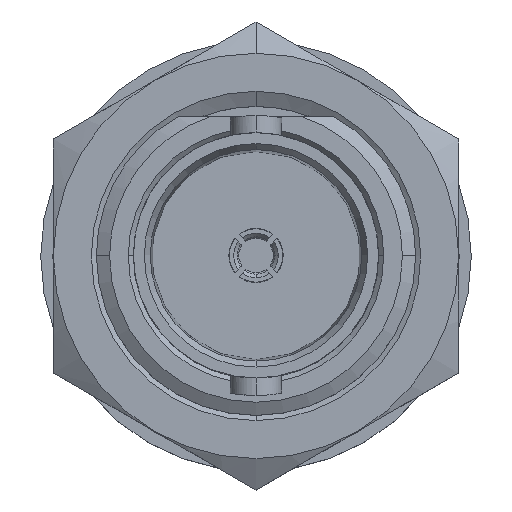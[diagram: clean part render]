
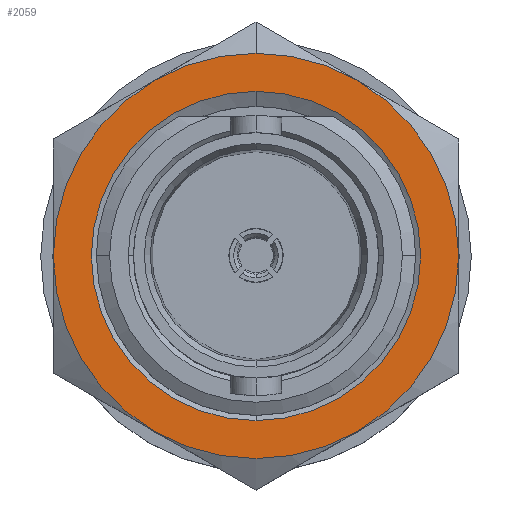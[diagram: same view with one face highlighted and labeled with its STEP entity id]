
A CAD part, top view. The second image highlights one B-rep face of the part: STEP entity #2059.
In plain terms, the highlighted planar face has unit normal (0, 0, 1).
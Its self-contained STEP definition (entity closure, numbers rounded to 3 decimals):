
#384 = DIRECTION ( 'NONE',  ( 0., 0., 1. ) ) ;
#582 = CIRCLE ( 'NONE', #1547, 6.5 ) ;
#617 = DIRECTION ( 'NONE',  ( 0., -1., 0. ) ) ;
#894 = DIRECTION ( 'NONE',  ( 0., 0., 1. ) ) ;
#960 = DIRECTION ( 'NONE',  ( 0., 0., 1. ) ) ;
#1003 = DIRECTION ( 'NONE',  ( 0., 0., 1. ) ) ;
#1014 = AXIS2_PLACEMENT_3D ( 'NONE', #6241, #960, #7141 ) ;
#1054 = AXIS2_PLACEMENT_3D ( 'NONE', #11239, #5911, #617 ) ;
#1088 = CARTESIAN_POINT ( 'NONE',  ( 0., -6.5, -14. ) ) ;
#1111 = EDGE_CURVE ( 'NONE', #10702, #1463, #1223, .T. ) ;
#1223 = CIRCLE ( 'NONE', #9039, 8. ) ;
#1279 = CIRCLE ( 'NONE', #8511, 8. ) ;
#1292 = CARTESIAN_POINT ( 'NONE',  ( -4., 6.928, -14. ) ) ;
#1463 = VERTEX_POINT ( 'NONE', #7227 ) ;
#1547 = AXIS2_PLACEMENT_3D ( 'NONE', #6277, #1003, #7179 ) ;
#1714 = EDGE_CURVE ( 'NONE', #7594, #3880, #1279, .T. ) ;
#1818 = VERTEX_POINT ( 'NONE', #1088 ) ;
#1941 = EDGE_CURVE ( 'NONE', #1818, #4346, #582, .T. ) ;
#1986 = CARTESIAN_POINT ( 'NONE',  ( 0., 8., -14. ) ) ;
#2059 = ADVANCED_FACE ( 'NONE', ( #11393, #2221 ), #9114, .F. ) ;
#2060 = CARTESIAN_POINT ( 'NONE',  ( 0., 8., -14. ) ) ;
#2221 = FACE_OUTER_BOUND ( 'NONE', #11301, .T. ) ;
#2473 = EDGE_CURVE ( 'NONE', #5253, #7594, #8477, .T. ) ;
#2946 = DIRECTION ( 'NONE',  ( 0., 1., 0. ) ) ;
#2989 = ORIENTED_EDGE ( 'NONE', *, *, #9415, .T. ) ;
#3299 = AXIS2_PLACEMENT_3D ( 'NONE', #6170, #894, #7074 ) ;
#3350 = CARTESIAN_POINT ( 'NONE',  ( 0., 0., -14. ) ) ;
#3498 = EDGE_CURVE ( 'NONE', #3931, #8951, #5517, .T. ) ;
#3757 = ORIENTED_EDGE ( 'NONE', *, *, #8500, .F. ) ;
#3880 = VERTEX_POINT ( 'NONE', #1986 ) ;
#3896 = CARTESIAN_POINT ( 'NONE',  ( 0., 6.5, -14. ) ) ;
#3908 = CARTESIAN_POINT ( 'NONE',  ( 0., 0., -14. ) ) ;
#3931 = VERTEX_POINT ( 'NONE', #10368 ) ;
#4046 = ORIENTED_EDGE ( 'NONE', *, *, #1941, .F. ) ;
#4226 = DIRECTION ( 'NONE',  ( 0., -1., 0. ) ) ;
#4277 = CARTESIAN_POINT ( 'NONE',  ( 0., 0., -14. ) ) ;
#4346 = VERTEX_POINT ( 'NONE', #3896 ) ;
#4379 = DIRECTION ( 'NONE',  ( 0., 0., 1. ) ) ;
#4572 = EDGE_CURVE ( 'NONE', #1463, #3931, #7607, .T. ) ;
#4801 = DIRECTION ( 'NONE',  ( 0., -1., 0. ) ) ;
#4858 = AXIS2_PLACEMENT_3D ( 'NONE', #2060, #8258, #2946 ) ;
#4862 = ORIENTED_EDGE ( 'NONE', *, *, #2473, .T. ) ;
#5177 = DIRECTION ( 'NONE',  ( 0., -1., 0. ) ) ;
#5253 = VERTEX_POINT ( 'NONE', #8879 ) ;
#5417 = ORIENTED_EDGE ( 'NONE', *, *, #4572, .T. ) ;
#5517 = CIRCLE ( 'NONE', #7997, 8. ) ;
#5698 = ORIENTED_EDGE ( 'NONE', *, *, #1111, .T. ) ;
#5699 = CARTESIAN_POINT ( 'NONE',  ( 0., 0., -14. ) ) ;
#5748 = ORIENTED_EDGE ( 'NONE', *, *, #1714, .T. ) ;
#5911 = DIRECTION ( 'NONE',  ( 0., 0., 1. ) ) ;
#6170 = CARTESIAN_POINT ( 'NONE',  ( 0., 0., -14. ) ) ;
#6218 = CARTESIAN_POINT ( 'NONE',  ( 4., -6.928, -14. ) ) ;
#6241 = CARTESIAN_POINT ( 'NONE',  ( 0., 0., -14. ) ) ;
#6277 = CARTESIAN_POINT ( 'NONE',  ( 0., 0., -14. ) ) ;
#6576 = DIRECTION ( 'NONE',  ( 0., -1., 0. ) ) ;
#6631 = EDGE_CURVE ( 'NONE', #3880, #10702, #9739, .T. ) ;
#7074 = DIRECTION ( 'NONE',  ( 0., -1., 0. ) ) ;
#7141 = DIRECTION ( 'NONE',  ( 0., -1., 0. ) ) ;
#7179 = DIRECTION ( 'NONE',  ( 0., -1., 0. ) ) ;
#7227 = CARTESIAN_POINT ( 'NONE',  ( -8., 0., -14. ) ) ;
#7594 = VERTEX_POINT ( 'NONE', #9320 ) ;
#7607 = CIRCLE ( 'NONE', #10634, 8. ) ;
#7776 = ORIENTED_EDGE ( 'NONE', *, *, #3498, .T. ) ;
#7997 = AXIS2_PLACEMENT_3D ( 'NONE', #3908, #10151, #4801 ) ;
#8258 = DIRECTION ( 'NONE',  ( 0., 0., -1. ) ) ;
#8262 = CIRCLE ( 'NONE', #9614, 6.5 ) ;
#8477 = CIRCLE ( 'NONE', #1054, 8. ) ;
#8500 = EDGE_CURVE ( 'NONE', #4346, #1818, #8262, .T. ) ;
#8511 = AXIS2_PLACEMENT_3D ( 'NONE', #9728, #4379, #10612 ) ;
#8853 = EDGE_LOOP ( 'NONE', ( #4046, #3757 ) ) ;
#8879 = CARTESIAN_POINT ( 'NONE',  ( 8., 0., -14. ) ) ;
#8951 = VERTEX_POINT ( 'NONE', #6218 ) ;
#9039 = AXIS2_PLACEMENT_3D ( 'NONE', #3350, #9571, #4226 ) ;
#9114 = PLANE ( 'NONE',  #4858 ) ;
#9320 = CARTESIAN_POINT ( 'NONE',  ( 4., 6.928, -14. ) ) ;
#9415 = EDGE_CURVE ( 'NONE', #8951, #5253, #11151, .T. ) ;
#9571 = DIRECTION ( 'NONE',  ( 0., 0., 1. ) ) ;
#9614 = AXIS2_PLACEMENT_3D ( 'NONE', #5699, #384, #6576 ) ;
#9647 = ORIENTED_EDGE ( 'NONE', *, *, #6631, .T. ) ;
#9728 = CARTESIAN_POINT ( 'NONE',  ( 0., 0., -14. ) ) ;
#9739 = CIRCLE ( 'NONE', #1014, 8. ) ;
#10151 = DIRECTION ( 'NONE',  ( 0., 0., 1. ) ) ;
#10368 = CARTESIAN_POINT ( 'NONE',  ( -4., -6.928, -14. ) ) ;
#10512 = DIRECTION ( 'NONE',  ( 0., 0., 1. ) ) ;
#10612 = DIRECTION ( 'NONE',  ( 0., -1., 0. ) ) ;
#10634 = AXIS2_PLACEMENT_3D ( 'NONE', #4277, #10512, #5177 ) ;
#10702 = VERTEX_POINT ( 'NONE', #1292 ) ;
#11151 = CIRCLE ( 'NONE', #3299, 8. ) ;
#11239 = CARTESIAN_POINT ( 'NONE',  ( 0., 0., -14. ) ) ;
#11301 = EDGE_LOOP ( 'NONE', ( #2989, #4862, #5748, #9647, #5698, #5417, #7776 ) ) ;
#11393 = FACE_BOUND ( 'NONE', #8853, .T. ) ;
